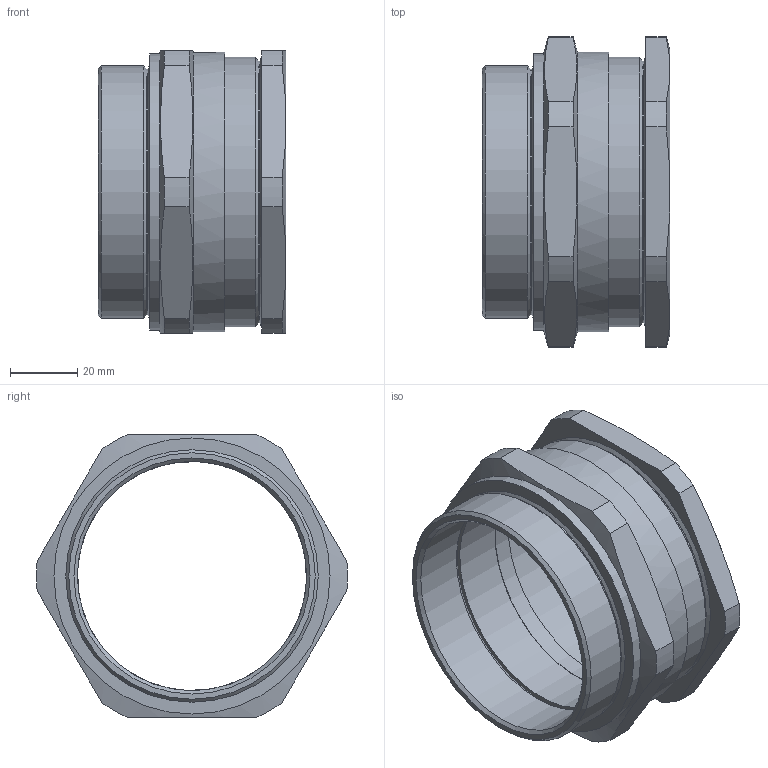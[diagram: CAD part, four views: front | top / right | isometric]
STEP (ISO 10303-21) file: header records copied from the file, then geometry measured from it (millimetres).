
FILE_DESCRIPTION (( 'STEP AP203' ), '1' );
FILE_NAME ('75A21RA.STEP', '2016-04-25T15:15:53', ( 'bel-it' ), ( '' ), 'SwSTEP 2.0', 'SolidWorks 2014', '' );
FILE_SCHEMA (( 'CONFIG_CONTROL_DESIGN' ));
Length unit declared in the file: millimetre
Products named in the file (1): 75A21RA
Bounding box: 55.82 x 92.35 x 84 mm (x, y, z)
Surface area: 38930.1 mm2 (no closed solid volume)
Topology: 0 solids, 4 shells, 60 faces, 283 edges, 231 vertices
Faces by surface type: cylinder 21, plane 20, cone 18, torus 1
Full cylindrical faces by diameter (mm): 68 x1, 68.1 x1, 72.971 x1, 73.1 x1, 75 x1, 77.718 x1, 80 x1, 82 x1, 83 x1
Entity records: 4044 total; most frequent: CARTESIAN_POINT 1951, ORIENTED_EDGE 366, DIRECTION 344, EDGE_CURVE 258, VERTEX_POINT 228, AXIS2_PLACEMENT_3D 123, EDGE_LOOP 107, VECTOR 98
